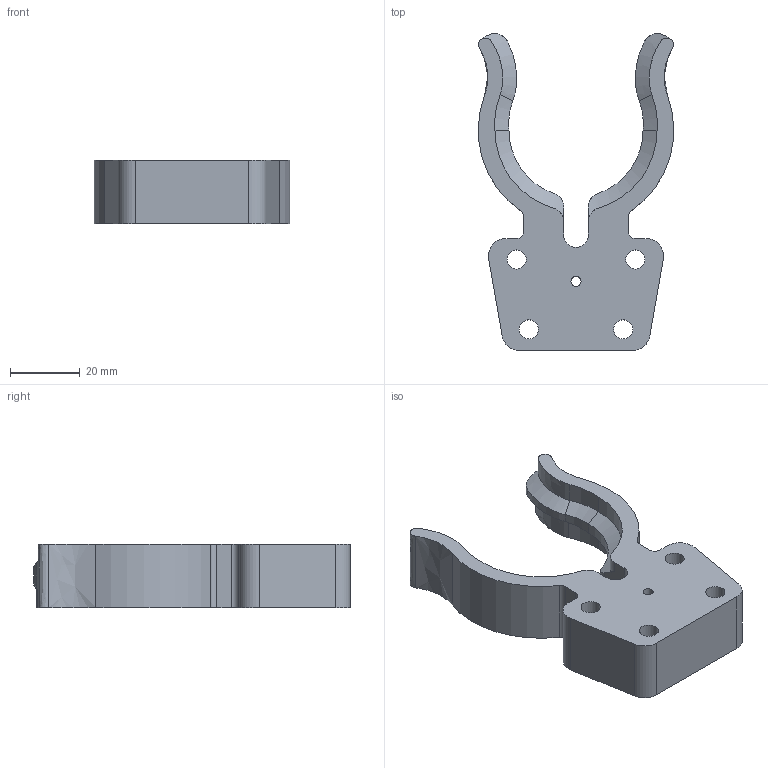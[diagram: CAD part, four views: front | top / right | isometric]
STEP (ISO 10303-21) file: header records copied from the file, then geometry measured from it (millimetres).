
FILE_DESCRIPTION(/* description */ (''),/* implementation_level */ '2;1');
FILE_NAME(/* name */ 'BT30 Clamp KMS umbrella.step',/* time_stamp */ '2024-11-15T19:50:38+01:00',/* author */ (''),/* organization */ (''),/* preprocessor_version */ 'ST-DEVELOPER v20',/* originating_system */ 'Autodesk Translation Framework v13.20.0.188',/* authorisation */ '');
FILE_SCHEMA (('AUTOMOTIVE_DESIGN { 1 0 10303 214 3 1 1 }'));
Length unit declared in the file: millimetre
Products named in the file (1): BT30 Clamp KMS
Bounding box: 55.98 x 90.7 x 18.12 mm (x, y, z)
Volume: 38964.3 mm3; surface area: 13344 mm2
Topology: 1 solids, 1 shells, 83 faces, 223 edges, 146 vertices
Faces by surface type: cylinder 32, bspline 30, plane 17, cone 4
Full cylindrical faces by diameter (mm): 2.9 x1, 5.5 x4, 10 x4
Entity records: 3554 total; most frequent: CARTESIAN_POINT 1607, ORIENTED_EDGE 446, DIRECTION 323, EDGE_CURVE 223, VERTEX_POINT 146, AXIS2_PLACEMENT_3D 122, EDGE_LOOP 97, FACE_OUTER_BOUND 83
